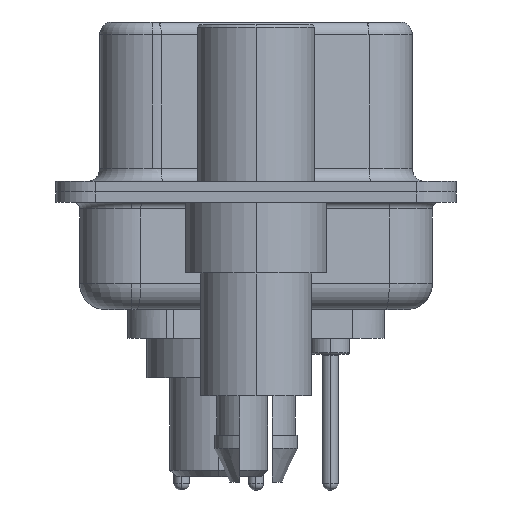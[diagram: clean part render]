
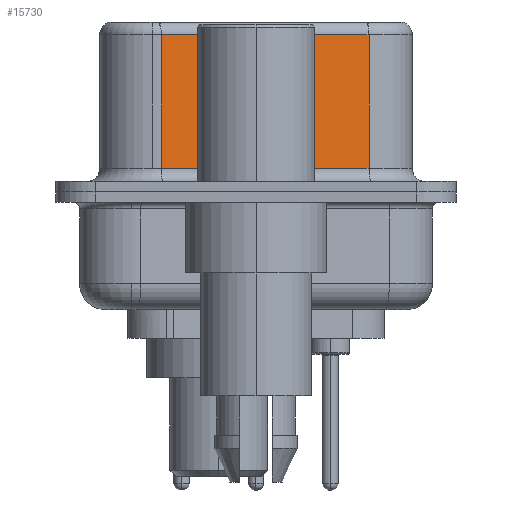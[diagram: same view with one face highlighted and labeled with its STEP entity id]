
A CAD part, left-side view. The second image highlights one B-rep face of the part: STEP entity #15730.
In plain terms, the highlighted planar face has unit normal (-0.985, -0.174, 0).
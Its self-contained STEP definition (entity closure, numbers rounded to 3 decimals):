
#87 = EDGE_CURVE ( 'NONE', #8725, #9855, #12204, .T. ) ;
#945 = CARTESIAN_POINT ( 'NONE',  ( 5.132, -4.322, 6.02 ) ) ;
#1350 = ORIENTED_EDGE ( 'NONE', *, *, #19851, .T. ) ;
#1744 = LINE ( 'NONE', #945, #22969 ) ;
#3326 = PLANE ( 'NONE',  #19421 ) ;
#3348 = ORIENTED_EDGE ( 'NONE', *, *, #4440, .F. ) ;
#4064 = DIRECTION ( 'NONE',  ( 0., 0., -1. ) ) ;
#4440 = EDGE_CURVE ( 'NONE', #10997, #9855, #8219, .T. ) ;
#5454 = DIRECTION ( 'NONE',  ( -0.174, 0.985, 0. ) ) ;
#6902 = ORIENTED_EDGE ( 'NONE', *, *, #16666, .T. ) ;
#8183 = EDGE_LOOP ( 'NONE', ( #3348, #1350, #6902, #19402 ) ) ;
#8219 = LINE ( 'NONE', #18806, #13046 ) ;
#8725 = VERTEX_POINT ( 'NONE', #10114 ) ;
#9855 = VERTEX_POINT ( 'NONE', #18042 ) ;
#10114 = CARTESIAN_POINT ( 'NONE',  ( 3.73, 3.628, 0.9 ) ) ;
#10560 = DIRECTION ( 'NONE',  ( 0.174, -0.985, 0. ) ) ;
#10770 = CARTESIAN_POINT ( 'NONE',  ( 5.132, -4.322, 0.9 ) ) ;
#10997 = VERTEX_POINT ( 'NONE', #16052 ) ;
#12204 = LINE ( 'NONE', #10770, #12862 ) ;
#12344 = CARTESIAN_POINT ( 'NONE',  ( 3.73, 3.628, 6.52 ) ) ;
#12862 = VECTOR ( 'NONE', #10560, 1000. ) ;
#13046 = VECTOR ( 'NONE', #17048, 1000. ) ;
#14317 = VECTOR ( 'NONE', #4064, 1000. ) ;
#15730 = ADVANCED_FACE ( 'NONE', ( #19136 ), #3326, .F. ) ;
#16052 = CARTESIAN_POINT ( 'NONE',  ( 5.132, -4.322, 6.02 ) ) ;
#16666 = EDGE_CURVE ( 'NONE', #22253, #8725, #19742, .T. ) ;
#17048 = DIRECTION ( 'NONE',  ( 0., 0., -1. ) ) ;
#17278 = CARTESIAN_POINT ( 'NONE',  ( 3.73, 3.628, 6.02 ) ) ;
#17674 = CARTESIAN_POINT ( 'NONE',  ( 5.132, -4.322, 6.52 ) ) ;
#17769 = DIRECTION ( 'NONE',  ( 0.985, 0.174, 0. ) ) ;
#18042 = CARTESIAN_POINT ( 'NONE',  ( 5.132, -4.322, 0.9 ) ) ;
#18806 = CARTESIAN_POINT ( 'NONE',  ( 5.132, -4.322, 6.52 ) ) ;
#19136 = FACE_OUTER_BOUND ( 'NONE', #8183, .T. ) ;
#19402 = ORIENTED_EDGE ( 'NONE', *, *, #87, .T. ) ;
#19421 = AXIS2_PLACEMENT_3D ( 'NONE', #17674, #17769, #5454 ) ;
#19616 = DIRECTION ( 'NONE',  ( -0.174, 0.985, 0. ) ) ;
#19742 = LINE ( 'NONE', #12344, #14317 ) ;
#19851 = EDGE_CURVE ( 'NONE', #10997, #22253, #1744, .T. ) ;
#22253 = VERTEX_POINT ( 'NONE', #17278 ) ;
#22969 = VECTOR ( 'NONE', #19616, 1000. ) ;
